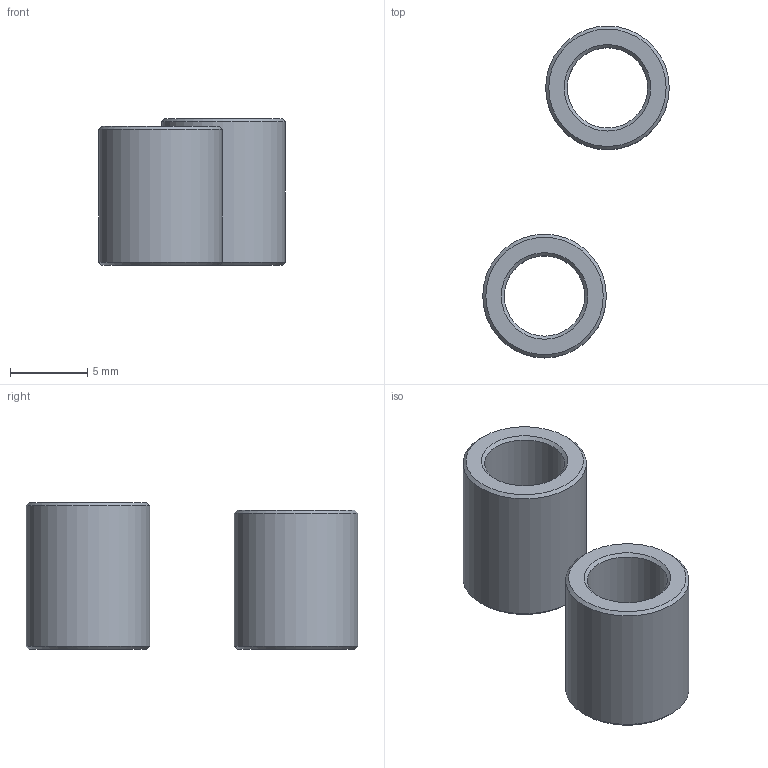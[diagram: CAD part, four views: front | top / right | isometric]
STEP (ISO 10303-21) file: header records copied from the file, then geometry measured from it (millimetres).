
FILE_DESCRIPTION(/* description */ (''),/* implementation_level */ '2;1');
FILE_NAME(/* name */ 'LDO_CNC_Accent_Sleeves v0.step',/* time_stamp */ '2026-01-20T20:58:43Z',/* author */ (''),/* organization */ (''),/* preprocessor_version */ 'ST-DEVELOPER v20.1',/* originating_system */ 'Autodesk Translation Framework v14.21.0.0',/* authorisation */ '');
FILE_SCHEMA (('AUTOMOTIVE_DESIGN { 1 0 10303 214 3 1 1 }'));
Length unit declared in the file: millimetre
Products named in the file (3): LDO_CNC_Accent_Sleeves; [a]_Pin_Sleeve_9mm; [a]_Pin_Sleeve_9.5mm
Assembly tree (2 placements, depth 2):
  LDO_CNC_Accent_Sleeves
    [a]_Pin_Sleeve_9mm
    [a]_Pin_Sleeve_9.5mm
Bounding box: 12.07 x 21.47 x 9.5 mm (x, y, z)
Volume: 533.7 mm3; surface area: 863.9 mm2
Topology: 2 solids, 2 shells, 16 faces, 28 edges, 16 vertices
Faces by surface type: cone 8, plane 4, cylinder 4
Full cylindrical faces by diameter (mm): 5.2 x2, 8 x2
Entity records: 493 total; most frequent: DIRECTION 88, CARTESIAN_POINT 66, ORIENTED_EDGE 56, AXIS2_PLACEMENT_3D 38, EDGE_CURVE 28, EDGE_LOOP 20, FACE_OUTER_BOUND 16, CIRCLE 16
